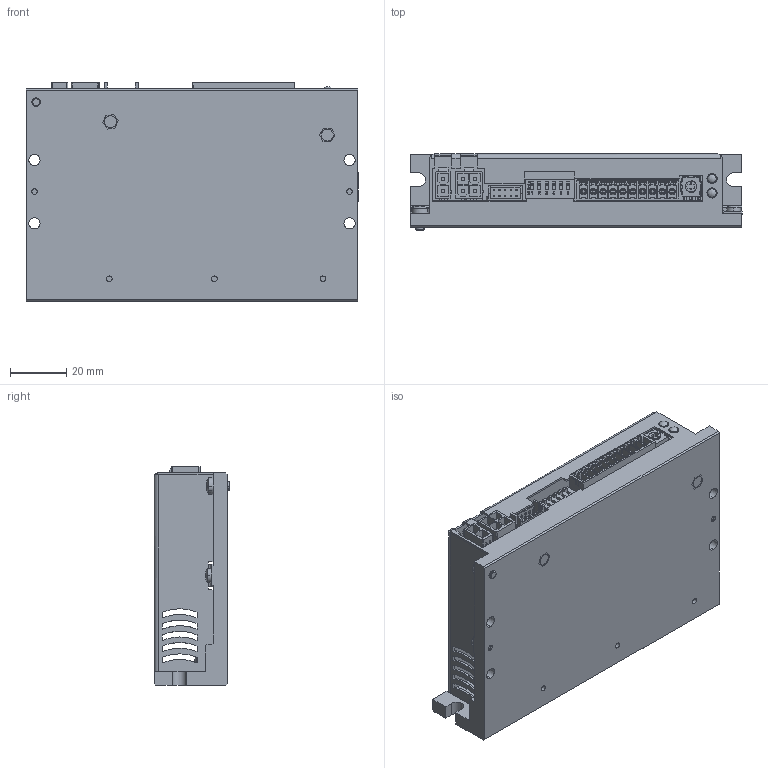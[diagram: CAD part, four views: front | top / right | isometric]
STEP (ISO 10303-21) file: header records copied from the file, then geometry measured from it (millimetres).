
FILE_DESCRIPTION (( 'STEP AP214' ), '1' );
FILE_NAME ('LW4D3070N2I1-00.STEP', '2024-05-08T15:12:25', ( '' ), ( '' ), 'SwSTEP 2.0', 'SolidWorks 2021', '' );
FILE_SCHEMA (( 'AUTOMOTIVE_DESIGN' ));
Length unit declared in the file: inch
Products named in the file (1): LW4D3070N2I1-00
Bounding box: 118 x 27.01 x 77.7 mm (x, y, z)
Volume: 82824.1 mm3; surface area: 74181.9 mm2
Topology: 22 solids, 22 shells, 3302 faces, 9142 edges, 5894 vertices
Faces by surface type: plane 2271, cylinder 813, cone 144, torus 40, bspline 32, sphere 2
Entity records: 114015 total; most frequent: CARTESIAN_POINT 29060, ORIENTED_EDGE 18272, DIRECTION 16712, EDGE_CURVE 9136, LINE 6772, VECTOR 6772, VERTEX_POINT 5894, AXIS2_PLACEMENT_3D 4970
